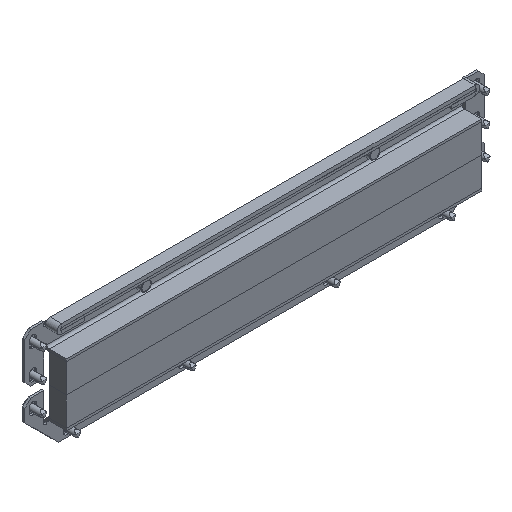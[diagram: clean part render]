
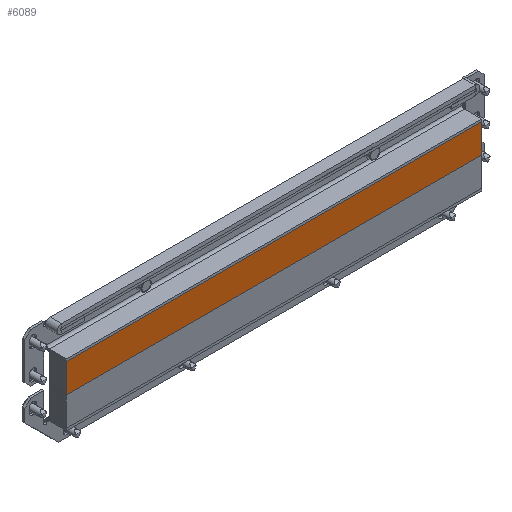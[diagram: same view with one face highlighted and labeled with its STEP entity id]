
A CAD part, isometric view. The second image highlights one B-rep face of the part: STEP entity #6089.
In plain terms, the highlighted face is planar.
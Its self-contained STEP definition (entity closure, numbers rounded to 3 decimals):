
#139 = VECTOR ( 'NONE', #3493, 1000. ) ;
#303 = CARTESIAN_POINT ( 'NONE',  ( -7.5, 12.5, -180. ) ) ;
#779 = VECTOR ( 'NONE', #7319, 1000. ) ;
#786 = CARTESIAN_POINT ( 'NONE',  ( -7.5, 12.5, 180. ) ) ;
#835 = CARTESIAN_POINT ( 'NONE',  ( -7.5, 12.5, -180. ) ) ;
#858 = EDGE_CURVE ( 'NONE', #2831, #6084, #2606, .T. ) ;
#876 = VECTOR ( 'NONE', #7224, 1000. ) ;
#976 = ORIENTED_EDGE ( 'NONE', *, *, #858, .T. ) ;
#1020 = VECTOR ( 'NONE', #7094, 1000. ) ;
#1105 = EDGE_CURVE ( 'NONE', #7731, #6084, #4953, .T. ) ;
#1208 = CARTESIAN_POINT ( 'NONE',  ( -7.5, 12.5, -180. ) ) ;
#1260 = EDGE_CURVE ( 'NONE', #2325, #2831, #1805, .T. ) ;
#1805 = LINE ( 'NONE', #835, #779 ) ;
#1939 = FACE_OUTER_BOUND ( 'NONE', #4135, .T. ) ;
#1956 = AXIS2_PLACEMENT_3D ( 'NONE', #303, #7432, #3861 ) ;
#2325 = VERTEX_POINT ( 'NONE', #1208 ) ;
#2606 = LINE ( 'NONE', #4772, #1020 ) ;
#2831 = VERTEX_POINT ( 'NONE', #3151 ) ;
#3151 = CARTESIAN_POINT ( 'NONE',  ( -7.5, -12.5, -180. ) ) ;
#3493 = DIRECTION ( 'NONE',  ( 0., 0., 1. ) ) ;
#3523 = ORIENTED_EDGE ( 'NONE', *, *, #1105, .F. ) ;
#3861 = DIRECTION ( 'NONE',  ( 0., -1., 0. ) ) ;
#4135 = EDGE_LOOP ( 'NONE', ( #3523, #5307, #5900, #976 ) ) ;
#4772 = CARTESIAN_POINT ( 'NONE',  ( -7.5, -12.5, -180. ) ) ;
#4953 = LINE ( 'NONE', #6036, #876 ) ;
#5261 = LINE ( 'NONE', #5860, #139 ) ;
#5307 = ORIENTED_EDGE ( 'NONE', *, *, #7250, .F. ) ;
#5860 = CARTESIAN_POINT ( 'NONE',  ( -7.5, 12.5, -180. ) ) ;
#5900 = ORIENTED_EDGE ( 'NONE', *, *, #1260, .T. ) ;
#6036 = CARTESIAN_POINT ( 'NONE',  ( -7.5, 12.5, 180. ) ) ;
#6084 = VERTEX_POINT ( 'NONE', #7375 ) ;
#6089 = ADVANCED_FACE ( 'NONE', ( #1939 ), #7407, .T. ) ;
#7094 = DIRECTION ( 'NONE',  ( 0., 0., 1. ) ) ;
#7224 = DIRECTION ( 'NONE',  ( 0., -1., 0. ) ) ;
#7250 = EDGE_CURVE ( 'NONE', #2325, #7731, #5261, .T. ) ;
#7319 = DIRECTION ( 'NONE',  ( 0., -1., 0. ) ) ;
#7375 = CARTESIAN_POINT ( 'NONE',  ( -7.5, -12.5, 180. ) ) ;
#7407 = PLANE ( 'NONE',  #1956 ) ;
#7432 = DIRECTION ( 'NONE',  ( -1., 0., 0. ) ) ;
#7731 = VERTEX_POINT ( 'NONE', #786 ) ;
